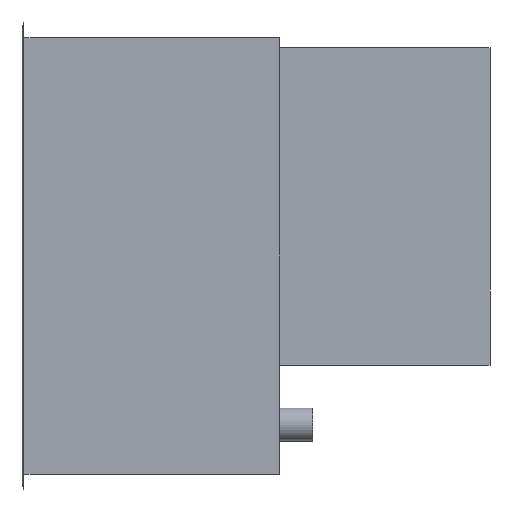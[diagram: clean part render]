
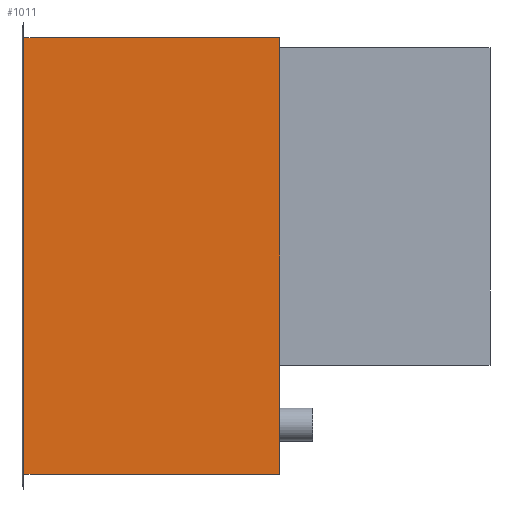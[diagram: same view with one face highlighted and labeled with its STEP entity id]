
A CAD part, left-side view. The second image highlights one B-rep face of the part: STEP entity #1011.
In plain terms, the highlighted planar face has unit normal (-1, 0, 0).
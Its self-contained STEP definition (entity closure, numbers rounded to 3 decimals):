
#69=FACE_OUTER_BOUND('',#136,.T.);
#136=EDGE_LOOP('',(#729,#730,#731,#732));
#217=LINE('',#1520,#339);
#223=LINE('',#1534,#345);
#224=LINE('',#1535,#346);
#225=LINE('',#1536,#347);
#339=VECTOR('',#1225,10.);
#345=VECTOR('',#1239,10.);
#346=VECTOR('',#1240,10.);
#347=VECTOR('',#1241,10.);
#451=VERTEX_POINT('',#1518);
#452=VERTEX_POINT('',#1519);
#455=VERTEX_POINT('',#1532);
#456=VERTEX_POINT('',#1533);
#553=EDGE_CURVE('',#451,#452,#217,.T.);
#559=EDGE_CURVE('',#455,#456,#223,.T.);
#560=EDGE_CURVE('',#456,#452,#224,.T.);
#561=EDGE_CURVE('',#455,#451,#225,.T.);
#729=ORIENTED_EDGE('',*,*,#559,.T.);
#730=ORIENTED_EDGE('',*,*,#560,.T.);
#731=ORIENTED_EDGE('',*,*,#553,.F.);
#732=ORIENTED_EDGE('',*,*,#561,.F.);
#952=PLANE('',#1103);
#1011=ADVANCED_FACE('',(#69),#952,.T.);
#1103=AXIS2_PLACEMENT_3D('',#1531,#1237,#1238);
#1225=DIRECTION('',(0.,0.,1.));
#1237=DIRECTION('center_axis',(-1.,0.,0.));
#1238=DIRECTION('ref_axis',(0.,0.,1.));
#1239=DIRECTION('',(0.,0.,1.));
#1240=DIRECTION('',(0.,1.,0.));
#1241=DIRECTION('',(0.,1.,0.));
#1518=CARTESIAN_POINT('',(-200.,387.,-330.));
#1519=CARTESIAN_POINT('',(-200.,387.,330.));
#1520=CARTESIAN_POINT('',(-200.,387.,-330.));
#1531=CARTESIAN_POINT('Origin',(-200.,0.,-330.));
#1532=CARTESIAN_POINT('',(-200.,0.,-330.));
#1533=CARTESIAN_POINT('',(-200.,0.,330.));
#1534=CARTESIAN_POINT('',(-200.,0.,-330.));
#1535=CARTESIAN_POINT('',(-200.,0.,330.));
#1536=CARTESIAN_POINT('',(-200.,0.,-330.));
